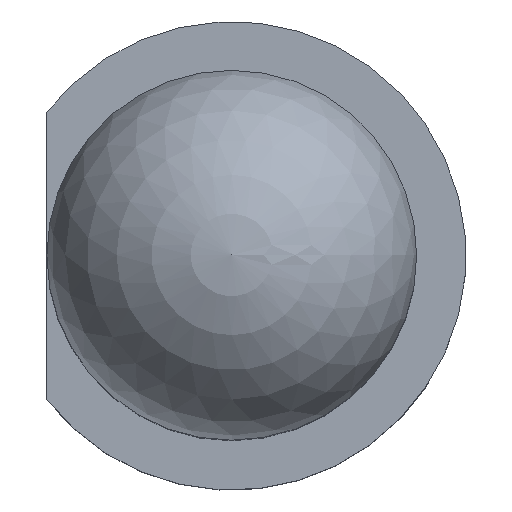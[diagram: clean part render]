
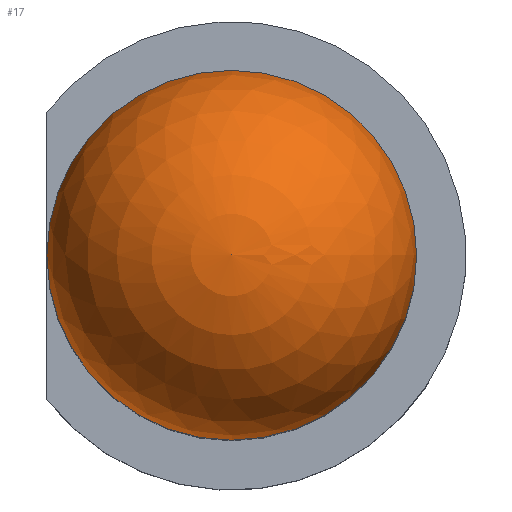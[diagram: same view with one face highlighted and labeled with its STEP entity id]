
A CAD part, top view. The second image highlights one B-rep face of the part: STEP entity #17.
In plain terms, the highlighted spherical face has radius 1.5 mm.
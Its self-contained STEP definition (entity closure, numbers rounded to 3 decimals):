
#17 = ADVANCED_FACE('',(#18),#33,.T.);
#18 = FACE_BOUND('',#19,.T.);
#19 = EDGE_LOOP('',(#20,#51,#52));
#20 = ORIENTED_EDGE('',*,*,#21,.T.);
#21 = EDGE_CURVE('',#22,#24,#26,.T.);
#22 = VERTEX_POINT('',#23);
#23 = CARTESIAN_POINT('',(2.77,0.,6.8));
#24 = VERTEX_POINT('',#25);
#25 = CARTESIAN_POINT('',(1.27,0.,8.3));
#26 = SEAM_CURVE('',#27,(#32,#44),.PCURVE_S1.);
#27 = CIRCLE('',#28,1.5);
#28 = AXIS2_PLACEMENT_3D('',#29,#30,#31);
#29 = CARTESIAN_POINT('',(1.27,0.,6.8));
#30 = DIRECTION('',(0.,-1.,0.));
#31 = DIRECTION('',(1.,0.,0.));
#32 = PCURVE('',#33,#38);
#33 = SPHERICAL_SURFACE('',#34,1.5);
#34 = AXIS2_PLACEMENT_3D('',#35,#36,#37);
#35 = CARTESIAN_POINT('',(1.27,0.,6.8));
#36 = DIRECTION('',(0.,0.,1.));
#37 = DIRECTION('',(1.,0.,0.));
#38 = DEFINITIONAL_REPRESENTATION('',(#39),#43);
#39 = LINE('',#40,#41);
#40 = CARTESIAN_POINT('',(6.283,0.));
#41 = VECTOR('',#42,1.);
#42 = DIRECTION('',(0.,1.));
#43 = ( GEOMETRIC_REPRESENTATION_CONTEXT(2) 
PARAMETRIC_REPRESENTATION_CONTEXT() REPRESENTATION_CONTEXT('2D SPACE',''
  ) );
#44 = PCURVE('',#33,#45);
#45 = DEFINITIONAL_REPRESENTATION('',(#46),#50);
#46 = LINE('',#47,#48);
#47 = CARTESIAN_POINT('',(0.,0.));
#48 = VECTOR('',#49,1.);
#49 = DIRECTION('',(0.,1.));
#50 = ( GEOMETRIC_REPRESENTATION_CONTEXT(2) 
PARAMETRIC_REPRESENTATION_CONTEXT() REPRESENTATION_CONTEXT('2D SPACE',''
  ) );
#51 = ORIENTED_EDGE('',*,*,#21,.F.);
#52 = ORIENTED_EDGE('',*,*,#53,.F.);
#53 = EDGE_CURVE('',#22,#22,#54,.T.);
#54 = SURFACE_CURVE('',#55,(#60,#89),.PCURVE_S1.);
#55 = CIRCLE('',#56,1.5);
#56 = AXIS2_PLACEMENT_3D('',#57,#58,#59);
#57 = CARTESIAN_POINT('',(1.27,0.,6.8));
#58 = DIRECTION('',(0.,0.,-1.));
#59 = DIRECTION('',(1.,0.,0.));
#60 = PCURVE('',#33,#61);
#61 = DEFINITIONAL_REPRESENTATION('',(#62),#88);
#62 = B_SPLINE_CURVE_WITH_KNOTS('',3,(#63,#64,#65,#66,#67,#68,#69,#70,
    #71,#72,#73,#74,#75,#76,#77,#78,#79,#80,#81,#82,#83,#84,#85,#86,#87)
  ,.UNSPECIFIED.,.F.,.F.,(4,1,1,1,1,1,1,1,1,1,1,1,1,1,1,1,1,1,1,1,1,1,4)
  ,(0.,0.286,0.571,0.857,1.142,
    1.428,1.714,1.999,2.285,
    2.57,2.856,3.142,3.427,
    3.713,3.998,4.284,4.57,
    4.855,5.141,5.426,5.712,
    5.998,6.283),.QUASI_UNIFORM_KNOTS.);
#63 = CARTESIAN_POINT('',(6.283,0.));
#64 = CARTESIAN_POINT('',(6.188,0.));
#65 = CARTESIAN_POINT('',(5.998,0.));
#66 = CARTESIAN_POINT('',(5.712,0.));
#67 = CARTESIAN_POINT('',(5.426,0.));
#68 = CARTESIAN_POINT('',(5.141,0.));
#69 = CARTESIAN_POINT('',(4.855,0.));
#70 = CARTESIAN_POINT('',(4.57,0.));
#71 = CARTESIAN_POINT('',(4.284,0.));
#72 = CARTESIAN_POINT('',(3.998,0.));
#73 = CARTESIAN_POINT('',(3.713,0.));
#74 = CARTESIAN_POINT('',(3.427,0.));
#75 = CARTESIAN_POINT('',(3.142,0.));
#76 = CARTESIAN_POINT('',(2.856,0.));
#77 = CARTESIAN_POINT('',(2.57,0.));
#78 = CARTESIAN_POINT('',(2.285,0.));
#79 = CARTESIAN_POINT('',(1.999,0.));
#80 = CARTESIAN_POINT('',(1.714,0.));
#81 = CARTESIAN_POINT('',(1.428,0.));
#82 = CARTESIAN_POINT('',(1.142,0.));
#83 = CARTESIAN_POINT('',(0.857,0.));
#84 = CARTESIAN_POINT('',(0.571,0.));
#85 = CARTESIAN_POINT('',(0.286,0.));
#86 = CARTESIAN_POINT('',(0.095,0.));
#87 = CARTESIAN_POINT('',(0.,0.));
#88 = ( GEOMETRIC_REPRESENTATION_CONTEXT(2) 
PARAMETRIC_REPRESENTATION_CONTEXT() REPRESENTATION_CONTEXT('2D SPACE',''
  ) );
#89 = PCURVE('',#90,#95);
#90 = CYLINDRICAL_SURFACE('',#91,1.5);
#91 = AXIS2_PLACEMENT_3D('',#92,#93,#94);
#92 = CARTESIAN_POINT('',(1.27,0.,6.8));
#93 = DIRECTION('',(0.,0.,-1.));
#94 = DIRECTION('',(1.,0.,0.));
#95 = DEFINITIONAL_REPRESENTATION('',(#96),#100);
#96 = LINE('',#97,#98);
#97 = CARTESIAN_POINT('',(0.,0.));
#98 = VECTOR('',#99,1.);
#99 = DIRECTION('',(1.,0.));
#100 = ( GEOMETRIC_REPRESENTATION_CONTEXT(2) 
PARAMETRIC_REPRESENTATION_CONTEXT() REPRESENTATION_CONTEXT('2D SPACE',''
  ) );
